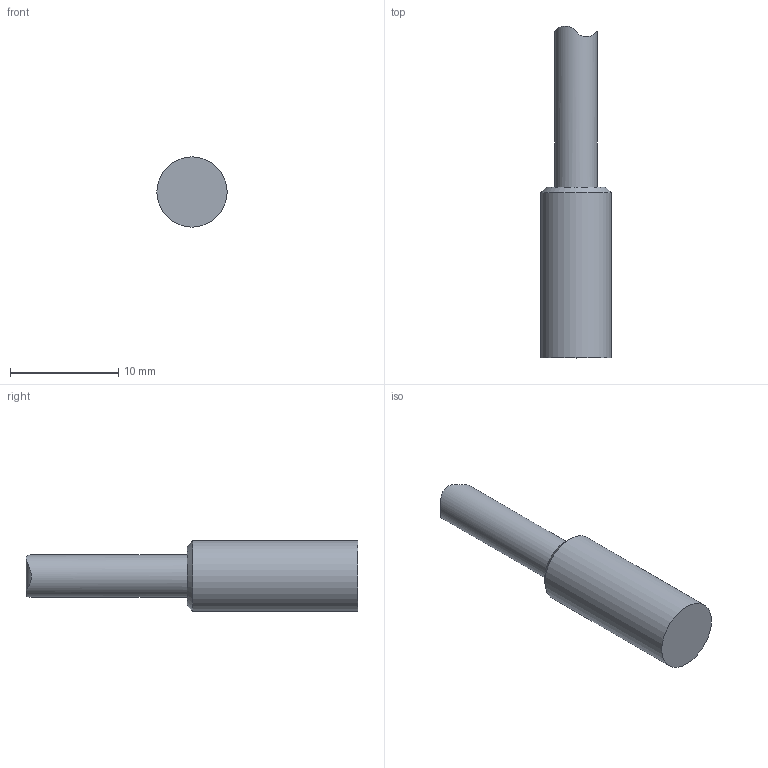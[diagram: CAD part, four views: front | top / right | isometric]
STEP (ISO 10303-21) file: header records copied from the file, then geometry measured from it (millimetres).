
FILE_DESCRIPTION(/* description */ (''),/* implementation_level */ '2;1');
FILE_NAME(/* name */ 'IA0344_Shrinkwrap_1.stp',/* time_stamp */ '2022-03-18T13:33:25+01:00',/* author */ ('Krieger Anja'),/* organization */ (''),/* preprocessor_version */ 'ST-DEVELOPER v18.1',/* originating_system */ 'Autodesk Inventor 2021',/* authorisation */ '');
FILE_SCHEMA (('AUTOMOTIVE_DESIGN { 1 0 10303 214 3 1 1 }'));
Length unit declared in the file: millimetre
Products named in the file (1): IA0344_Shrinkwrap_1
Bounding box: 6.5 x 30.72 x 6.5 mm (x, y, z)
Volume: 694.1 mm3; surface area: 561.1 mm2
Topology: 1 solids, 1 shells, 7 faces, 13 edges, 9 vertices
Faces by surface type: cylinder 4, plane 2, cone 1
Full cylindrical faces by diameter (mm): 3.9 x1, 6.5 x1
Entity records: 307 total; most frequent: CARTESIAN_POINT 90, DIRECTION 30, ORIENTED_EDGE 26, EDGE_CURVE 13, AXIS2_PLACEMENT_3D 13, VERTEX_POINT 9, EDGE_LOOP 8, STYLED_ITEM 8
